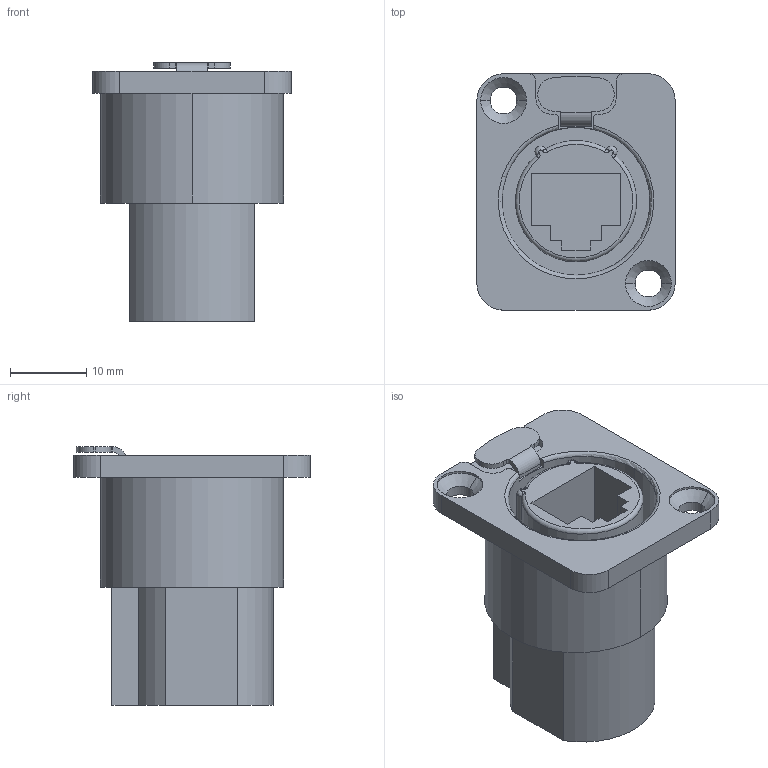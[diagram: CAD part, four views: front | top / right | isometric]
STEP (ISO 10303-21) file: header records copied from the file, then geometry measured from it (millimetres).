
FILE_DESCRIPTION((''),'2;1');
FILE_NAME('D-NE8FDX-P6','2018-02-21T',('odo'),(''),'CREO PARAMETRIC BY PTC INC, 2017020','CREO PARAMETRIC BY PTC INC, 2017020','');
FILE_SCHEMA(('CONFIG_CONTROL_DESIGN'));
Length unit declared in the file: millimetre
Products named in the file (1): D-NE8FDX-P6
Bounding box: 26 x 31 x 33.9 mm (x, y, z)
Volume: 9247 mm3; surface area: 6789.2 mm2
Topology: 1 solids, 1 shells, 109 faces, 287 edges, 182 vertices
Faces by surface type: plane 58, cylinder 38, bspline 6, cone 4, torus 3
Entity records: 3476 total; most frequent: CARTESIAN_POINT 700, DIRECTION 582, ORIENTED_EDGE 566, EDGE_CURVE 283, AXIS2_PLACEMENT_3D 198, VECTOR 186, LINE 186, VERTEX_POINT 182
